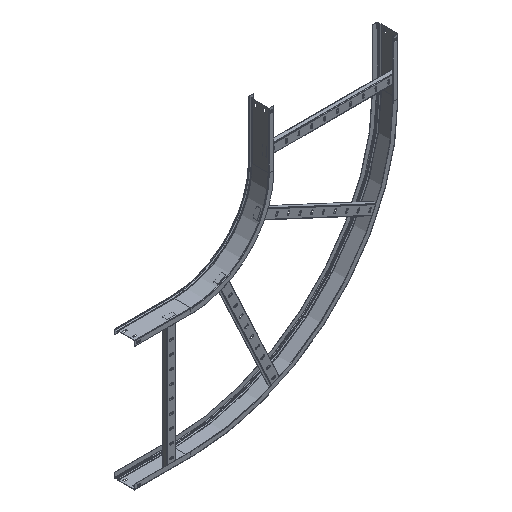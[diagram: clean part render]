
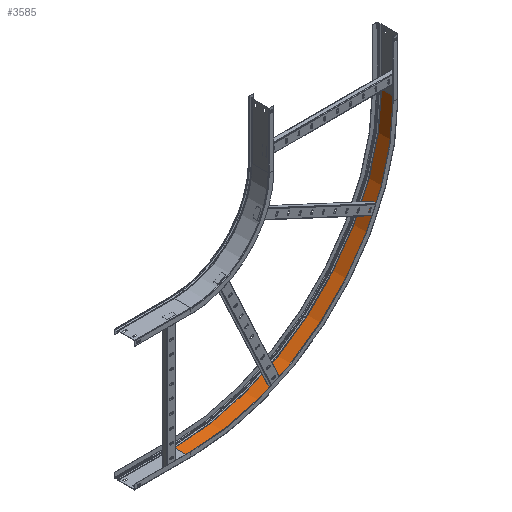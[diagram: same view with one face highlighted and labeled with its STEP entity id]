
A CAD part, isometric view. The second image highlights one B-rep face of the part: STEP entity #3585.
In plain terms, the highlighted cylindrical face has radius 798.8 mm (diameter 1597.6 mm), a partial arc.
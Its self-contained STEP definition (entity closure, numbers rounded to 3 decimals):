
#9 = EDGE_CURVE ( 'NONE', #3544, #3644, #2304, .T. ) ;
#140 = CARTESIAN_POINT ( 'NONE',  ( 798.8, 0., 0. ) ) ;
#167 = DIRECTION ( 'NONE',  ( 0., 1., 0. ) ) ;
#307 = DIRECTION ( 'NONE',  ( 0., 1., 0. ) ) ;
#427 = DIRECTION ( 'NONE',  ( 0., 0., 1. ) ) ;
#824 = EDGE_CURVE ( 'NONE', #6316, #5102, #3352, .T. ) ;
#1230 = CARTESIAN_POINT ( 'NONE',  ( 798.8, 64.026, 0. ) ) ;
#1732 = VECTOR ( 'NONE', #7772, 1000. ) ;
#2035 = DIRECTION ( 'NONE',  ( 0., 0., 1. ) ) ;
#2061 = EDGE_LOOP ( 'NONE', ( #4952, #2681, #7774, #7159 ) ) ;
#2124 = DIRECTION ( 'NONE',  ( 0., 1., 0. ) ) ;
#2304 = LINE ( 'NONE', #8257, #4648 ) ;
#2311 = CARTESIAN_POINT ( 'NONE',  ( 0., 64.026, -798.8 ) ) ;
#2585 = AXIS2_PLACEMENT_3D ( 'NONE', #3026, #307, #3086 ) ;
#2681 = ORIENTED_EDGE ( 'NONE', *, *, #9, .F. ) ;
#3026 = CARTESIAN_POINT ( 'NONE',  ( 0., 0., 0. ) ) ;
#3086 = DIRECTION ( 'NONE',  ( 0., 0., 1. ) ) ;
#3352 = LINE ( 'NONE', #140, #1732 ) ;
#3544 = VERTEX_POINT ( 'NONE', #3751 ) ;
#3585 = ADVANCED_FACE ( 'NONE', ( #6383 ), #7034, .F. ) ;
#3644 = VERTEX_POINT ( 'NONE', #2311 ) ;
#3751 = CARTESIAN_POINT ( 'NONE',  ( 0., 2.2, -798.8 ) ) ;
#3902 = CIRCLE ( 'NONE', #6627, 798.8 ) ;
#4648 = VECTOR ( 'NONE', #167, 1000. ) ;
#4952 = ORIENTED_EDGE ( 'NONE', *, *, #8848, .T. ) ;
#5102 = VERTEX_POINT ( 'NONE', #1230 ) ;
#5261 = CARTESIAN_POINT ( 'NONE',  ( 0., 64.026, 0. ) ) ;
#5812 = EDGE_CURVE ( 'NONE', #6316, #3544, #3902, .T. ) ;
#5856 = DIRECTION ( 'NONE',  ( 0., 1., 0. ) ) ;
#6134 = CARTESIAN_POINT ( 'NONE',  ( 0., 2.2, 0. ) ) ;
#6316 = VERTEX_POINT ( 'NONE', #6718 ) ;
#6321 = CIRCLE ( 'NONE', #7898, 798.8 ) ;
#6383 = FACE_OUTER_BOUND ( 'NONE', #2061, .T. ) ;
#6627 = AXIS2_PLACEMENT_3D ( 'NONE', #6134, #2124, #2035 ) ;
#6718 = CARTESIAN_POINT ( 'NONE',  ( 798.8, 2.2, 0. ) ) ;
#7034 = CYLINDRICAL_SURFACE ( 'NONE', #2585, 798.8 ) ;
#7159 = ORIENTED_EDGE ( 'NONE', *, *, #824, .T. ) ;
#7772 = DIRECTION ( 'NONE',  ( 0., 1., 0. ) ) ;
#7774 = ORIENTED_EDGE ( 'NONE', *, *, #5812, .F. ) ;
#7898 = AXIS2_PLACEMENT_3D ( 'NONE', #5261, #5856, #427 ) ;
#8257 = CARTESIAN_POINT ( 'NONE',  ( 0., 2.2, -798.8 ) ) ;
#8848 = EDGE_CURVE ( 'NONE', #5102, #3644, #6321, .T. ) ;
